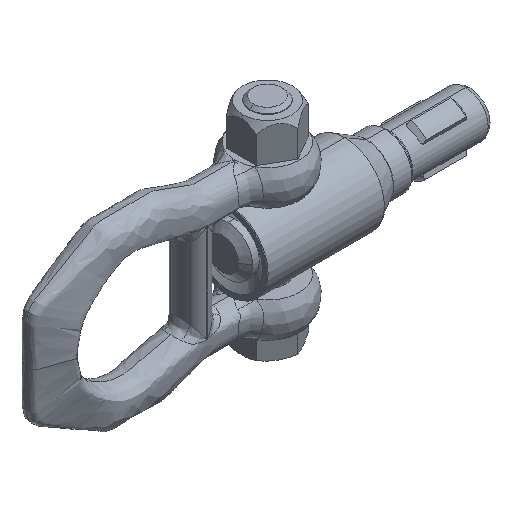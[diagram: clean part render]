
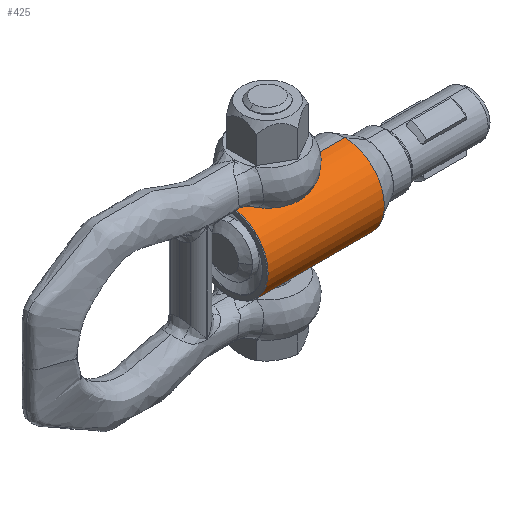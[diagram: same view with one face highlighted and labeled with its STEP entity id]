
A CAD part, isometric view. The second image highlights one B-rep face of the part: STEP entity #425.
In plain terms, the highlighted cylindrical face has radius 18 mm (diameter 36 mm), a partial arc.
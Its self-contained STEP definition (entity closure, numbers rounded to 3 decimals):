
#425=ADVANCED_FACE('',(#883),#884,.T.);
#883=FACE_OUTER_BOUND('',#11825,.T.);
#884=CYLINDRICAL_SURFACE('',#11826,18.0);
#11825=EDGE_LOOP('',(#12898,#12899,#12900,#12901));
#11826=AXIS2_PLACEMENT_3D('',#12902,#12903,#12904);
#12898=ORIENTED_EDGE('',*,*,#13616,.T.);
#12899=ORIENTED_EDGE('',*,*,#13657,.F.);
#12900=ORIENTED_EDGE('',*,*,#13617,.T.);
#12901=ORIENTED_EDGE('',*,*,#13660,.T.);
#12902=CARTESIAN_POINT('',(0.0,0.0,0.0));
#12903=DIRECTION('',(1.0,-0.0,0.0));
#12904=DIRECTION('',(0.0,0.0,1.0));
#13616=EDGE_CURVE('',#14346,#14352,#14353,.T.);
#13617=EDGE_CURVE('',#14354,#14348,#14355,.T.);
#13657=EDGE_CURVE('',#14354,#14352,#14412,.T.);
#13660=EDGE_CURVE('',#14348,#14346,#14415,.T.);
#14346=VERTEX_POINT('',#21240);
#14348=VERTEX_POINT('',#21243);
#14352=VERTEX_POINT('',#21248);
#14353=LINE('',#21249,#21250);
#14354=VERTEX_POINT('',#21251);
#14355=LINE('',#21252,#21253);
#14412=CIRCLE('',#21318,18.0);
#14415=CIRCLE('',#21321,18.0);
#21240=CARTESIAN_POINT('',(53.414,0.0,18.0));
#21243=CARTESIAN_POINT('',(53.414,0.,-18.0));
#21248=CARTESIAN_POINT('',(0.3,0.,18.0));
#21249=CARTESIAN_POINT('',(26.857,0.,18.0));
#21250=VECTOR('',#22055,1.0);
#21251=CARTESIAN_POINT('',(0.3,0.,-18.0));
#21252=CARTESIAN_POINT('',(0.0,0.,-18.0));
#21253=VECTOR('',#22056,18.0);
#21318=AXIS2_PLACEMENT_3D('',#22125,#22126,#22127);
#21321=AXIS2_PLACEMENT_3D('',#22131,#22132,#22133);
#22055=DIRECTION('',(-1.0,0.0,-0.0));
#22056=DIRECTION('',(1.0,0.0,0.0));
#22125=CARTESIAN_POINT('',(0.3,0.0,0.0));
#22126=DIRECTION('',(-1.0,0.0,0.0));
#22127=DIRECTION('',(0.0,0.0,1.0));
#22131=CARTESIAN_POINT('',(53.414,0.0,0.0));
#22132=DIRECTION('',(-1.0,0.0,0.0));
#22133=DIRECTION('',(0.0,0.0,1.0));
